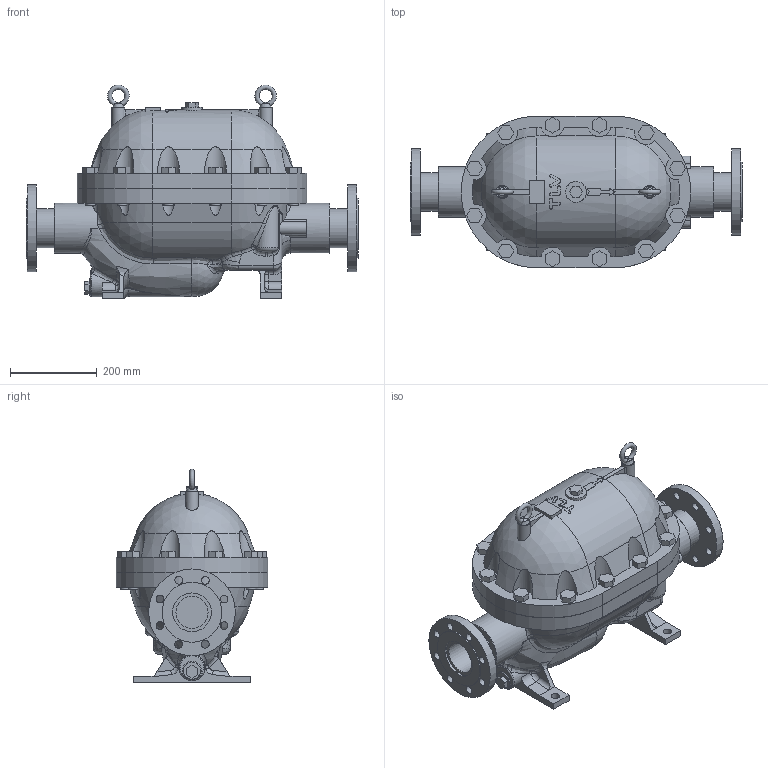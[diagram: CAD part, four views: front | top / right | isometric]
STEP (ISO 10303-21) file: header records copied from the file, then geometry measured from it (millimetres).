
FILE_DESCRIPTION(/* description */ (''),/* implementation_level */ '2;1');
FILE_NAME(/* name */ 'wh14x-080-e0040-00.stp',/* time_stamp */ '2017-07-10T11:45:35+09:00',/* author */ ('nakaot'),/* organization */ (''),/* preprocessor_version */ 'ST-DEVELOPER v15.6',/* originating_system */ 'Autodesk Inventor 2015',/* authorisation */ '');
FILE_SCHEMA (('CONFIG_CONTROL_DESIGN'));
Length unit declared in the file: millimetre
Products named in the file (1): wh14x-080-e0040-00
Bounding box: 766 x 350 x 493.48 mm (x, y, z)
Volume: 41647198.3 mm3; surface area: 1468758 mm2
Topology: 1 solids, 1 shells, 545 faces, 1379 edges, 888 vertices
Faces by surface type: plane 246, cylinder 161, bspline 81, cone 26, torus 16, sphere 15
Full cylindrical faces by diameter (mm): 18 x16, 19 x4, 22 x24, 25 x12, 30 x2, 40 x1, 48 x1, 73.9 x2, 83 x2, 89.1 x4, 116 x2, 138 x2, 200 x2
Entity records: 20602 total; most frequent: CARTESIAN_POINT 8376, ORIENTED_EDGE 2504, DIRECTION 2341, EDGE_CURVE 1250, AXIS2_PLACEMENT_3D 917, VERTEX_POINT 853, EDGE_LOOP 745, FACE_OUTER_BOUND 545
